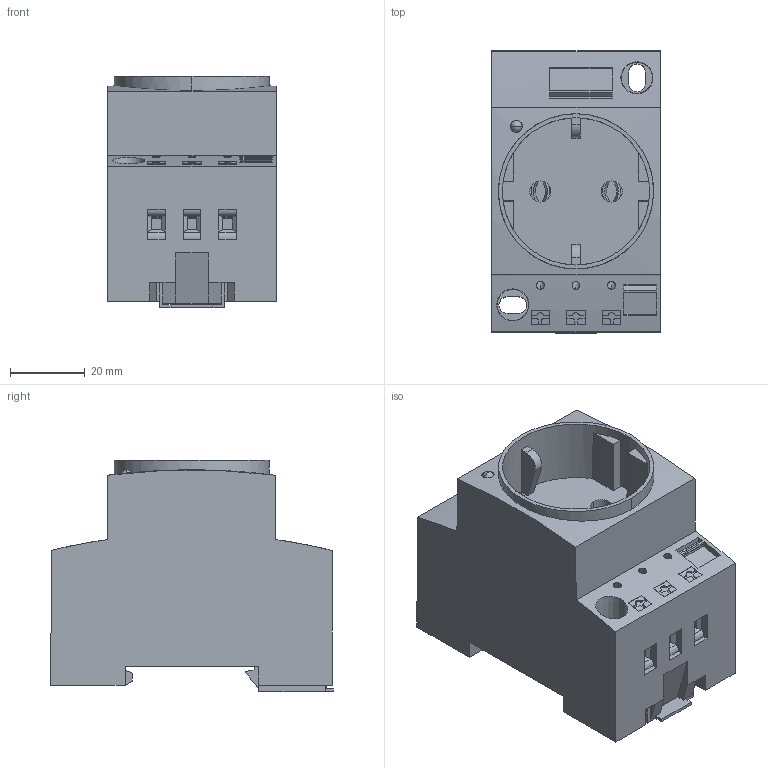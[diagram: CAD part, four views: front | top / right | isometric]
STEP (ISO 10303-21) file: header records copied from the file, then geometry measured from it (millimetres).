
FILE_DESCRIPTION(('Creo Elements/Direct Modeling STEP Export'),'2;1');
FILE_NAME('model.stp','2023-05-18T10:55:36',(''),(''),'Creo Elements/Direct Modeling STEP processor for AP214 (Solid Model)','Creo Elements/Direct Modeling 20.1D 10-Oct-2020 (C) Parametric Technology GmbH','');
FILE_SCHEMA(('AUTOMOTIVE_DESIGN { 1 0 10303 214 1 1 1 1 }'));
Length unit declared in the file: millimetre
Products named in the file (2): EO_CF_PT_LED-select
Assembly tree (1 placements, depth 2):
  EO_CF_PT_LED-select
    EO_CF_PT_LED-select
Bounding box: 45 x 75.48 x 61.65 mm (x, y, z)
Volume: 137552.9 mm3; surface area: 27056.5 mm2
Topology: 1 solids, 1 shells, 320 faces, 879 edges, 581 vertices
Faces by surface type: plane 236, cylinder 55, cone 18, extrusion 6, bspline 3, sphere 2
Entity records: 16789 total; most frequent: CARTESIAN_POINT 6351, ORIENTED_EDGE 1754, DIRECTION 1396, EDGE_CURVE 877, VECTOR 598, LINE 592, VERTEX_POINT 581, AXIS2_PLACEMENT_3D 399
